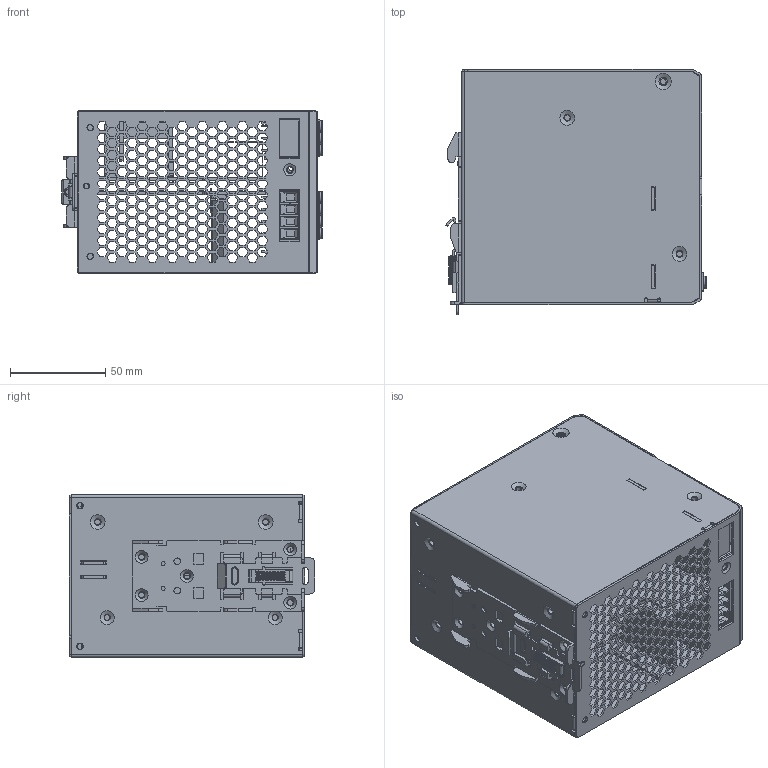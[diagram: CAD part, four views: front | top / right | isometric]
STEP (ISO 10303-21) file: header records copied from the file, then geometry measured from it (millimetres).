
FILE_DESCRIPTION (( 'STEP AP214' ), '1' );
FILE_NAME ('PSV24-480S.STEP', '2018-09-27T17:28:30', ( '' ), ( '' ), 'SwSTEP 2.0', 'SolidWorks 2017', '' );
FILE_SCHEMA (( 'AUTOMOTIVE_DESIGN' ));
Length unit declared in the file: inch
Products named in the file (1): PSV24-480S
Bounding box: 136.74 x 128.89 x 85.5 mm (x, y, z)
Volume: 193515.9 mm3; surface area: 271372.4 mm2
Topology: 28 solids, 32 shells, 4990 faces, 14526 edges, 9663 vertices
Faces by surface type: plane 4355, cylinder 543, bspline 44, cone 34, torus 14
Full cylindrical faces by diameter (mm): 1 x2, 1.25 x8, 2 x4, 2.1 x8, 2.4 x2, 2.8 x1, 3 x24, 3.039 x2, 3.1 x9, 3.2 x2, 3.4 x3, 3.5 x6, 3.6 x7, 3.7 x5, 4.2 x2, 4.4 x2, 4.5 x2, 4.7 x6, 4.9 x7, 5 x9, 5.039 x2, 5.75 x7
Entity records: 237713 total; most frequent: CARTESIAN_POINT 38813, ORIENTED_EDGE 28696, DIRECTION 24965, EDGE_CURVE 14348, LINE 12863, VECTOR 12863, VERTEX_POINT 9642, EDGE_LOOP 6352
